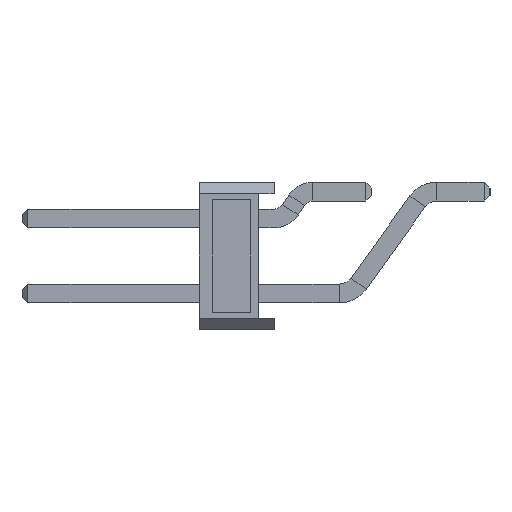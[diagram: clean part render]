
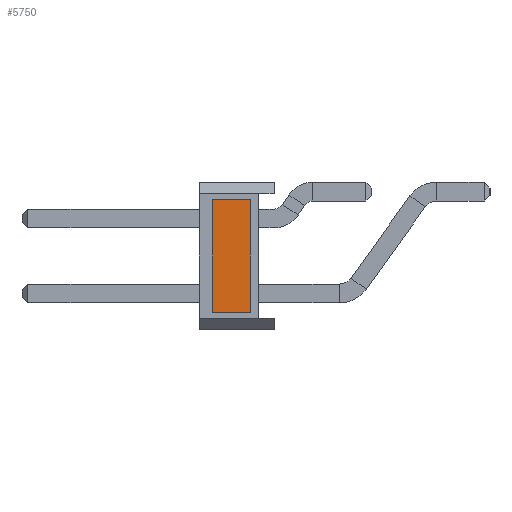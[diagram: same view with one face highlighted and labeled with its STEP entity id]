
A CAD part, left-side view. The second image highlights one B-rep face of the part: STEP entity #5750.
In plain terms, the highlighted planar face has unit normal (-1, 0, 0).
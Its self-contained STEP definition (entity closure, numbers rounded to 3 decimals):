
#852 = VECTOR ( 'NONE', #22073, 1000. ) ;
#5240 = EDGE_CURVE ( 'NONE', #31966, #17615, #16240, .T. ) ;
#5660 = CARTESIAN_POINT ( 'NONE',  ( -1.27, 2.1, -1.9 ) ) ;
#5750 = ADVANCED_FACE ( 'NONE', ( #20811 ), #31832, .F. ) ;
#7624 = CARTESIAN_POINT ( 'NONE',  ( -1.27, 2.1, -1.9 ) ) ;
#7728 = LINE ( 'NONE', #17273, #13221 ) ;
#8247 = DIRECTION ( 'NONE',  ( 0., 0., 1. ) ) ;
#10479 = CARTESIAN_POINT ( 'NONE',  ( -1.27, 0.8, 1.9 ) ) ;
#13149 = CARTESIAN_POINT ( 'NONE',  ( -1.27, 2.1, 1.9 ) ) ;
#13221 = VECTOR ( 'NONE', #37992, 1000. ) ;
#15724 = ORIENTED_EDGE ( 'NONE', *, *, #26909, .F. ) ;
#16240 = LINE ( 'NONE', #7624, #852 ) ;
#16334 = VECTOR ( 'NONE', #30777, 1000. ) ;
#17273 = CARTESIAN_POINT ( 'NONE',  ( -1.27, 2.1, 0. ) ) ;
#17615 = VERTEX_POINT ( 'NONE', #23026 ) ;
#19478 = CARTESIAN_POINT ( 'NONE',  ( -1.27, 0.8, 0. ) ) ;
#19703 = ORIENTED_EDGE ( 'NONE', *, *, #5240, .T. ) ;
#20811 = FACE_OUTER_BOUND ( 'NONE', #27112, .T. ) ;
#22073 = DIRECTION ( 'NONE',  ( 0., -1., 0. ) ) ;
#23026 = CARTESIAN_POINT ( 'NONE',  ( -1.27, 0.8, -1.9 ) ) ;
#23237 = CARTESIAN_POINT ( 'NONE',  ( -1.27, 2.1, 1.9 ) ) ;
#23351 = LINE ( 'NONE', #19478, #41045 ) ;
#24545 = CARTESIAN_POINT ( 'NONE',  ( -1.27, 2.1, 0. ) ) ;
#25779 = LINE ( 'NONE', #13149, #16334 ) ;
#26909 = EDGE_CURVE ( 'NONE', #31934, #33140, #25779, .T. ) ;
#27112 = EDGE_LOOP ( 'NONE', ( #35633, #15724, #36964, #19703 ) ) ;
#28105 = DIRECTION ( 'NONE',  ( 0., 0., -1. ) ) ;
#28737 = EDGE_CURVE ( 'NONE', #31966, #31934, #7728, .T. ) ;
#30777 = DIRECTION ( 'NONE',  ( 0., -1., 0. ) ) ;
#31832 = PLANE ( 'NONE',  #37632 ) ;
#31934 = VERTEX_POINT ( 'NONE', #23237 ) ;
#31966 = VERTEX_POINT ( 'NONE', #5660 ) ;
#31982 = DIRECTION ( 'NONE',  ( 1., 0., 0. ) ) ;
#33140 = VERTEX_POINT ( 'NONE', #10479 ) ;
#35633 = ORIENTED_EDGE ( 'NONE', *, *, #38093, .T. ) ;
#36964 = ORIENTED_EDGE ( 'NONE', *, *, #28737, .F. ) ;
#37632 = AXIS2_PLACEMENT_3D ( 'NONE', #24545, #31982, #28105 ) ;
#37992 = DIRECTION ( 'NONE',  ( 0., 0., 1. ) ) ;
#38093 = EDGE_CURVE ( 'NONE', #17615, #33140, #23351, .T. ) ;
#41045 = VECTOR ( 'NONE', #8247, 1000. ) ;
